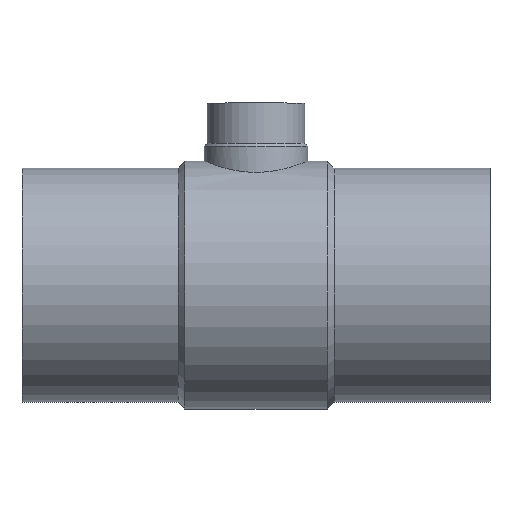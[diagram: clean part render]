
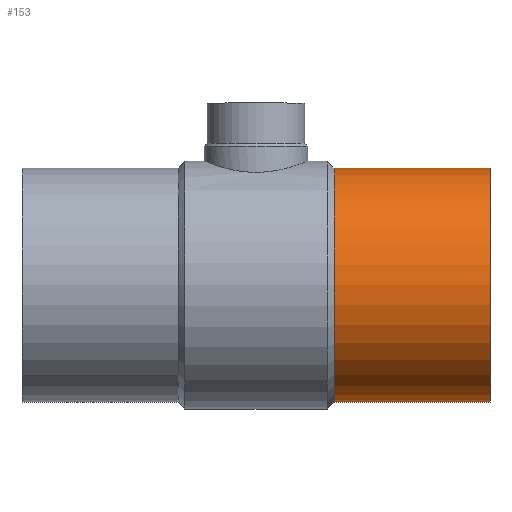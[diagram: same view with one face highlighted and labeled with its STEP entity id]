
A CAD part, top view. The second image highlights one B-rep face of the part: STEP entity #153.
In plain terms, the highlighted cylindrical face has radius 90 mm (diameter 180 mm), a partial arc.
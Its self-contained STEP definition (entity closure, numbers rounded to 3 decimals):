
#153 = ADVANCED_FACE( '', ( #382 ), #383, .T. );
#157 = VERTEX_POINT( '', #387 );
#171 = EDGE_CURVE( '', #189, #289, #402, .T. );
#177 = VERTEX_POINT( '', #408 );
#189 = VERTEX_POINT( '', #422 );
#215 = EDGE_CURVE( '', #177, #289, #450, .T. );
#281 = EDGE_CURVE( '', #157, #177, #529, .T. );
#289 = VERTEX_POINT( '', #537 );
#337 = EDGE_CURVE( '', #189, #157, #590, .T. );
#382 = FACE_OUTER_BOUND( '', #729, .T. );
#383 = CYLINDRICAL_SURFACE( '', #730, 90. );
#387 = CARTESIAN_POINT( '', ( 0., -90., 0. ) );
#402 = CIRCLE( '', #754, 90. );
#408 = CARTESIAN_POINT( '', ( 0., 90., 0. ) );
#422 = CARTESIAN_POINT( '', ( -120., -90., 0. ) );
#450 = LINE( '', #877, #878 );
#529 = CIRCLE( '', #1049, 90. );
#537 = CARTESIAN_POINT( '', ( -120., 90., 0. ) );
#590 = LINE( '', #1165, #1166 );
#729 = EDGE_LOOP( '', ( #1204, #1205, #1206, #1207 ) );
#730 = AXIS2_PLACEMENT_3D( '', #1208, #1209, #1210 );
#754 = AXIS2_PLACEMENT_3D( '', #1231, #1232, #1233 );
#877 = CARTESIAN_POINT( '', ( -60., 90., 0. ) );
#878 = VECTOR( '', #1275, 1. );
#1049 = AXIS2_PLACEMENT_3D( '', #1390, #1391, #1392 );
#1165 = CARTESIAN_POINT( '', ( -60., -90., 0. ) );
#1166 = VECTOR( '', #1455, 1. );
#1204 = ORIENTED_EDGE( '', *, *, #215, .T. );
#1205 = ORIENTED_EDGE( '', *, *, #171, .F. );
#1206 = ORIENTED_EDGE( '', *, *, #337, .T. );
#1207 = ORIENTED_EDGE( '', *, *, #281, .T. );
#1208 = CARTESIAN_POINT( '', ( -60., 0., 0. ) );
#1209 = DIRECTION( '', ( 1., 0., 0. ) );
#1210 = DIRECTION( '', ( 0., 1., 0. ) );
#1231 = CARTESIAN_POINT( '', ( -120., 0., 0. ) );
#1232 = DIRECTION( '', ( -1., 0., 0. ) );
#1233 = DIRECTION( '', ( 0., 1., 0. ) );
#1275 = DIRECTION( '', ( -1., 0., 0. ) );
#1390 = CARTESIAN_POINT( '', ( 0., 0., 0. ) );
#1391 = DIRECTION( '', ( -1., 0., 0. ) );
#1392 = DIRECTION( '', ( 0., 1., 0. ) );
#1455 = DIRECTION( '', ( 1., 0., 0. ) );
